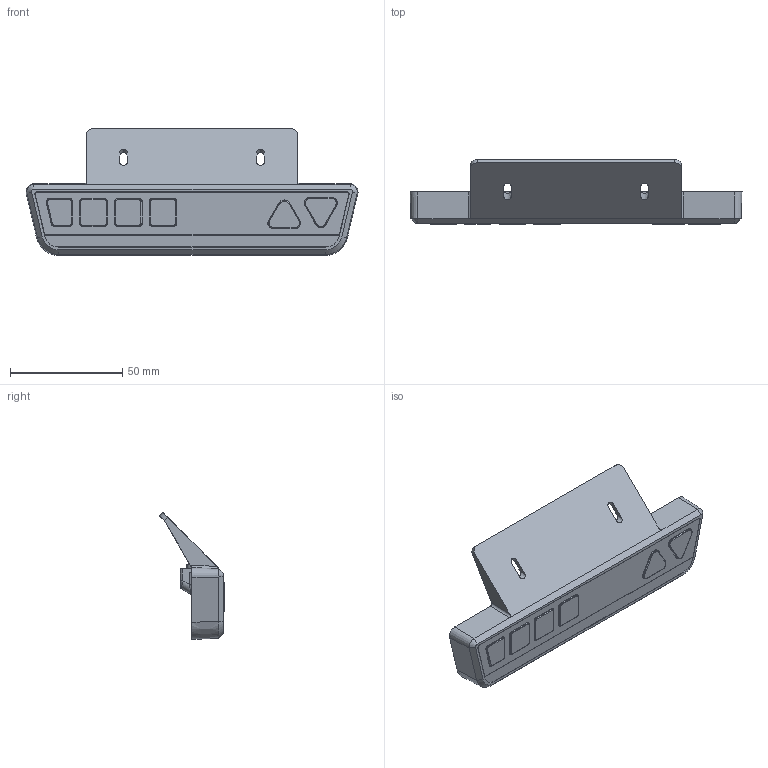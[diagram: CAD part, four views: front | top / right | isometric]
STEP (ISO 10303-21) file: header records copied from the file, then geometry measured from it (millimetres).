
FILE_DESCRIPTION (( 'STEP AP203' ), '1' );
FILE_NAME ('MotionAssist100.06.STEP', '2020-01-30T06:19:44', ( '' ), ( '' ), 'SwSTEP 2.0', 'SolidWorks 2018', '' );
FILE_SCHEMA (( 'CONFIG_CONTROL_DESIGN' ));
Length unit declared in the file: millimetre
Products named in the file (1): MotionAssist100.06
Bounding box: 148.15 x 28.87 x 56.54 mm (x, y, z)
Volume: 69058.6 mm3; surface area: 22687.8 mm2
Topology: 1 solids, 1 shells, 318 faces, 802 edges, 505 vertices
Faces by surface type: plane 156, cylinder 84, bspline 31, cone 31, torus 16
Entity records: 10259 total; most frequent: CARTESIAN_POINT 2596, ORIENTED_EDGE 1604, DIRECTION 1578, EDGE_CURVE 802, AXIS2_PLACEMENT_3D 541, VERTEX_POINT 505, VECTOR 496, LINE 496
